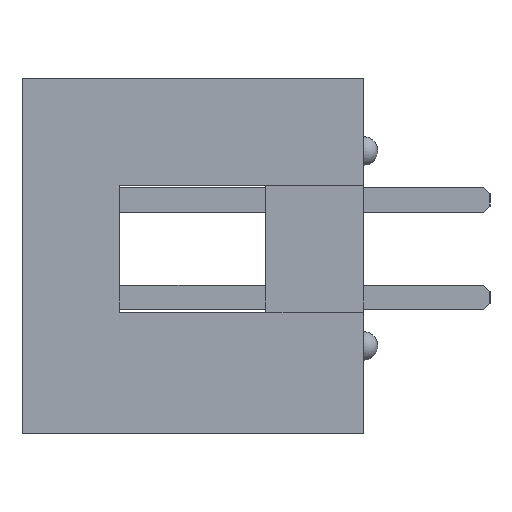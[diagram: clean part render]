
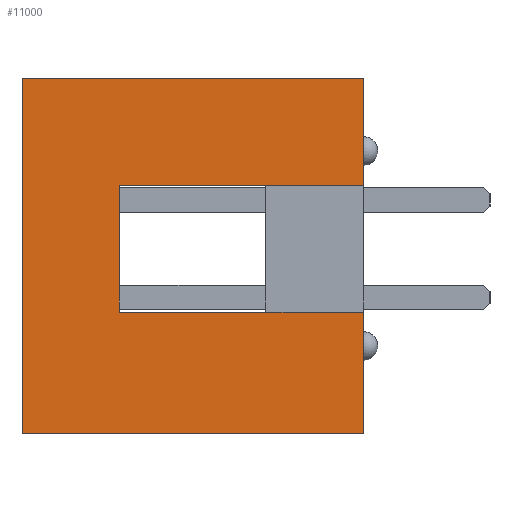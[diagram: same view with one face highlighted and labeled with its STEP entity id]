
A CAD part, left-side view. The second image highlights one B-rep face of the part: STEP entity #11000.
In plain terms, the highlighted planar face has unit normal (-1, 0, 0).
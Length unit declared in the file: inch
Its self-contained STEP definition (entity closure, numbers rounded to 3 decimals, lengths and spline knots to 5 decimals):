
#3032=ORIENTED_EDGE('',*,*,#4652,.F.);
#3033=ORIENTED_EDGE('',*,*,#4678,.F.);
#3034=ORIENTED_EDGE('',*,*,#4675,.F.);
#3035=ORIENTED_EDGE('',*,*,#4699,.F.);
#3036=ORIENTED_EDGE('',*,*,#4700,.T.);
#3037=ORIENTED_EDGE('',*,*,#4701,.T.);
#3038=ORIENTED_EDGE('',*,*,#4671,.F.);
#3039=ORIENTED_EDGE('',*,*,#4691,.F.);
#4652=EDGE_CURVE('',#5734,#5714,#7260,.T.);
#4671=EDGE_CURVE('',#5753,#5754,#7275,.T.);
#4675=EDGE_CURVE('',#5757,#5758,#7279,.T.);
#4678=EDGE_CURVE('',#5758,#5734,#7282,.T.);
#4691=EDGE_CURVE('',#5714,#5753,#7295,.T.);
#4699=EDGE_CURVE('',#5768,#5757,#7303,.T.);
#4700=EDGE_CURVE('',#5768,#5769,#7304,.T.);
#4701=EDGE_CURVE('',#5769,#5754,#7305,.T.);
#5714=VERTEX_POINT('',#17163);
#5734=VERTEX_POINT('',#17204);
#5753=VERTEX_POINT('',#17243);
#5754=VERTEX_POINT('',#17245);
#5757=VERTEX_POINT('',#17251);
#5758=VERTEX_POINT('',#17253);
#5768=VERTEX_POINT('',#17295);
#5769=VERTEX_POINT('',#17297);
#7260=LINE('',#17205,#8822);
#7275=LINE('',#17244,#8837);
#7279=LINE('',#17252,#8841);
#7282=LINE('',#17257,#8844);
#7295=LINE('',#17280,#8857);
#7303=LINE('',#17294,#8865);
#7304=LINE('',#17296,#8866);
#7305=LINE('',#17298,#8867);
#8822=VECTOR('',#14067,39.37008);
#8837=VECTOR('',#14092,39.37008);
#8841=VECTOR('',#14096,39.37008);
#8844=VECTOR('',#14101,39.37008);
#8857=VECTOR('',#14124,39.37008);
#8865=VECTOR('',#14136,39.37008);
#8866=VECTOR('',#14137,39.37008);
#8867=VECTOR('',#14138,39.37008);
#9410=EDGE_LOOP('',(#3032,#3033,#3034,#3035,#3036,#3037,#3038,#3039));
#9944=FACE_BOUND('',#9410,.T.);
#10474=PLANE('',#11574);
#11000=ADVANCED_FACE('',(#9944),#10474,.F.);
#11574=AXIS2_PLACEMENT_3D('',#17293,#14134,#14135);
#14067=DIRECTION('',(0.,0.,1.));
#14092=DIRECTION('',(0.,0.,-1.));
#14096=DIRECTION('',(0.,0.,-1.));
#14101=DIRECTION('',(0.,1.,0.));
#14124=DIRECTION('',(0.,-1.,0.));
#14134=DIRECTION('',(1.,0.,0.));
#14135=DIRECTION('',(0.,0.,-1.));
#14136=DIRECTION('',(0.,-1.,0.));
#14137=DIRECTION('',(0.,0.,1.));
#14138=DIRECTION('',(0.,-1.,0.));
#17163=CARTESIAN_POINT('',(-1.075,0.35,0.175));
#17204=CARTESIAN_POINT('',(-1.075,0.35,-0.19));
#17205=CARTESIAN_POINT('',(-1.075,0.35,-0.19));
#17243=CARTESIAN_POINT('',(-1.075,0.,0.175));
#17244=CARTESIAN_POINT('',(-1.075,0.,0.175));
#17245=CARTESIAN_POINT('',(-1.075,0.,0.065));
#17251=CARTESIAN_POINT('',(-1.075,0.,-0.065));
#17252=CARTESIAN_POINT('',(-1.075,0.,0.175));
#17253=CARTESIAN_POINT('',(-1.075,0.,-0.19));
#17257=CARTESIAN_POINT('',(-1.075,0.,-0.19));
#17280=CARTESIAN_POINT('',(-1.075,0.35,0.175));
#17293=CARTESIAN_POINT('',(-1.075,0.,0.));
#17294=CARTESIAN_POINT('',(-1.075,0.25,-0.065));
#17295=CARTESIAN_POINT('',(-1.075,0.25,-0.065));
#17296=CARTESIAN_POINT('',(-1.075,0.25,0.));
#17297=CARTESIAN_POINT('',(-1.075,0.25,0.065));
#17298=CARTESIAN_POINT('',(-1.075,0.25,0.065));
